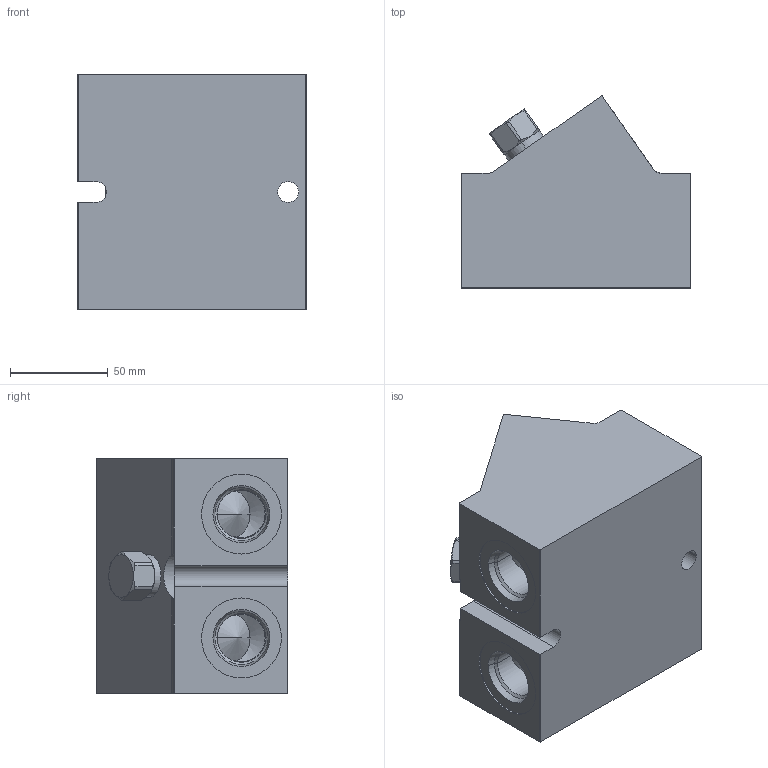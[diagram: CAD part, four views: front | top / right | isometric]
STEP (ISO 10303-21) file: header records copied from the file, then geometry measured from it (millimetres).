
FILE_DESCRIPTION((''),'2;1');
FILE_NAME('MANIFOLD_STP1_ASM','2013-09-04T',('Administrator'),(''),'PRO/ENGINEER BY PARAMETRIC TECHNOLOGY CORPORATION, 2006240','PRO/ENGINEER BY PARAMETRIC TECHNOLOGY CORPORATION, 2006240','');
FILE_SCHEMA(('CONFIG_CONTROL_DESIGN'));
Length unit declared in the file: inch
Products named in the file (3): 153723003A_PRT; ASMNAME_CART_PRT; MANIFOLD_STP1_ASM
Assembly tree (2 placements, depth 2):
  MANIFOLD_STP1_ASM
    153723003A_PRT
    ASMNAME_CART_PRT
Bounding box: 117.35 x 98.39 x 120.65 mm (x, y, z)
Surface area: 117704.8 mm2 (no closed solid volume)
Topology: 0 solids, 15 shells, 291 faces, 718 edges, 443 vertices
Faces by surface type: cylinder 141, cone 78, plane 50, torus 22
Entity records: 9647 total; most frequent: CARTESIAN_POINT 2644, DIRECTION 1529, ORIENTED_EDGE 1382, EDGE_CURVE 710, AXIS2_PLACEMENT_3D 633, VERTEX_POINT 443, CIRCLE 337, EDGE_LOOP 326
